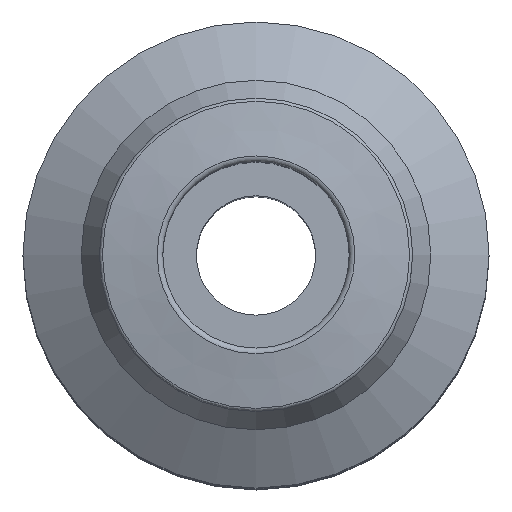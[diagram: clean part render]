
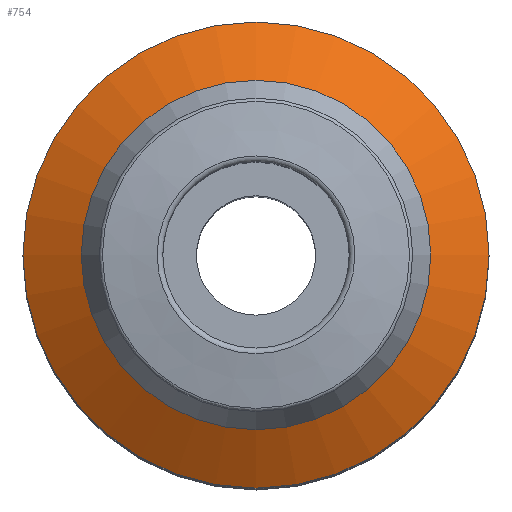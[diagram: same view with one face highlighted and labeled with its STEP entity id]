
A CAD part, top view. The second image highlights one B-rep face of the part: STEP entity #754.
In plain terms, the highlighted conical face has half-angle 60 degrees and reference radius 9.37 mm.
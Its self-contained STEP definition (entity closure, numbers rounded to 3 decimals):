
#80=ORIENTED_EDGE('',*,*,#151,.F.);
#81=ORIENTED_EDGE('',*,*,#150,.T.);
#150=EDGE_CURVE('',#192,#192,#234,.T.);
#151=EDGE_CURVE('',#193,#193,#235,.T.);
#192=VERTEX_POINT('',#1090);
#193=VERTEX_POINT('',#1093);
#234=CIRCLE('',#817,9.37);
#235=CIRCLE('',#819,12.5);
#290=EDGE_LOOP('',(#80));
#291=EDGE_LOOP('',(#81));
#374=FACE_BOUND('',#290,.T.);
#375=FACE_BOUND('',#291,.T.);
#435=CONICAL_SURFACE('',#818,9.37,1.047);
#754=ADVANCED_FACE('',(#374,#375),#435,.T.);
#817=AXIS2_PLACEMENT_3D('',#1089,#932,#933);
#818=AXIS2_PLACEMENT_3D('',#1091,#934,#935);
#819=AXIS2_PLACEMENT_3D('',#1092,#936,#937);
#932=DIRECTION('',(0.,0.,-1.));
#933=DIRECTION('',(-1.,0.,0.));
#934=DIRECTION('',(0.,0.,-1.));
#935=DIRECTION('',(-1.,0.,0.));
#936=DIRECTION('',(0.,0.,-1.));
#937=DIRECTION('',(-1.,0.,0.));
#1089=CARTESIAN_POINT('',(0.,0.,66.6));
#1090=CARTESIAN_POINT('',(-9.37,0.,66.6));
#1091=CARTESIAN_POINT('',(0.,0.,66.6));
#1092=CARTESIAN_POINT('',(0.,0.,64.793));
#1093=CARTESIAN_POINT('',(-12.5,0.,64.793));
